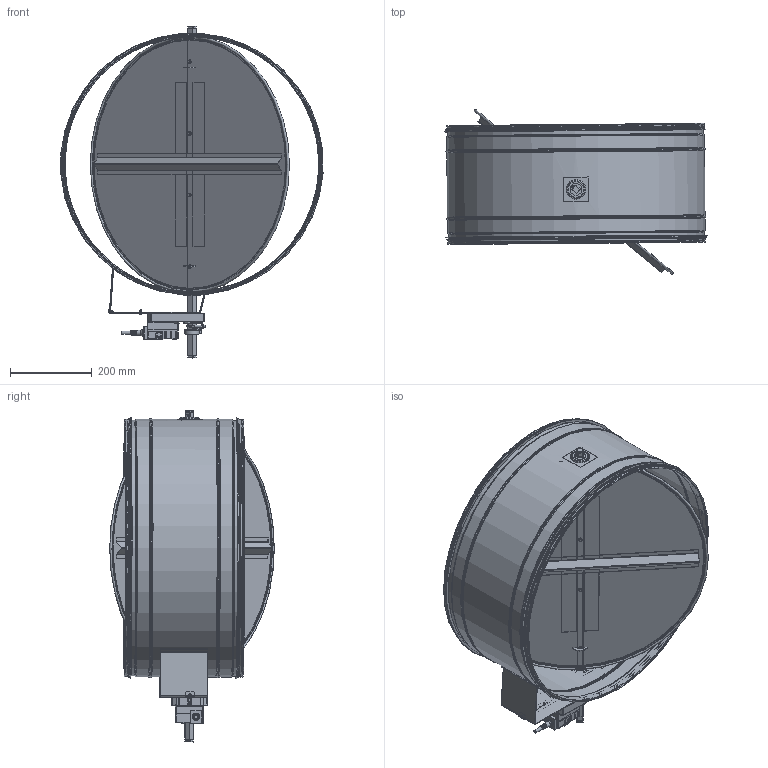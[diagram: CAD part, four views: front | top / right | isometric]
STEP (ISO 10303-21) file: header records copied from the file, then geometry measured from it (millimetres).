
FILE_DESCRIPTION((''),'2;1');
FILE_NAME('HISC-EB_SM24-630.stp','2014-06-18T12:38:37',(''),(''),'Autodesk Inventor 2013','Autodesk Inventor 2013','');
FILE_SCHEMA(('AUTOMOTIVE_DESIGN { 1 2 10303 214 0 1 1 1 }'));
Length unit declared in the file: millimetre
Products named in the file (20): HISC-EB_SM24-630; HISochHISC_Rör-11; Spjällhylla-630; 999273; Lagerbuss; 143067; 116049_1; 999011; Stödprofil-580; Ändavslut; 90242___8_13-mattssons; Täckbricka; Cellgummi_40x26x2; SM24A; SM24A-1; SM24A-2; SM24A-3; FästeSpjällmotorSM-400-630; 90232___6_10-mattssons; G-list-630
Assembly tree (30 placements, depth 3):
  HISC-EB_SM24-630
    HISochHISC_Rör-11
    Spjällhylla-630
    999273
    Lagerbuss  x2
    143067
    116049_1
    999011  x2
    Stödprofil-580
    Ändavslut  x2
    90242___8_13-mattssons  x6
    Täckbricka  x2
    Cellgummi_40x26x2  x2
    SM24A
      SM24A-1
      SM24A-2
      SM24A-3
    FästeSpjällmotorSM-400-630
    90232___6_10-mattssons  x2
    G-list-630
Bounding box: 639.37 x 401.68 x 810.02 mm (x, y, z)
Volume: 1440301 mm3; surface area: 2571567.7 mm2
Topology: 29 solids, 31 shells, 2379 faces, 6310 edges, 4059 vertices
Faces by surface type: plane 1736, cylinder 385, cone 178, torus 46, sphere 20, bspline 14
Full cylindrical faces by diameter (mm): 0.8 x1, 1 x1, 2 x2, 2.656 x12, 3.291 x42, 3.5 x10, 4 x4, 4.2 x38, 5 x5, 5.2 x1, 7 x3, 8 x8, 8.8 x6, 10 x2, 11 x5, 18 x1, 21 x1, 24 x1, 26 x2, 28 x4, 29 x2, 30 x1, 32 x1, 38 x2, 40 x3, 42 x1, 606.191 x2, 610 x1, 615 x1, 622.3 x1
Entity records: 65490 total; most frequent: CARTESIAN_POINT 13625, ORIENTED_EDGE 10300, DIRECTION 9776, EDGE_CURVE 5150, VECTOR 4260, LINE 4260, VERTEX_POINT 3441, AXIS2_PLACEMENT_3D 2758
